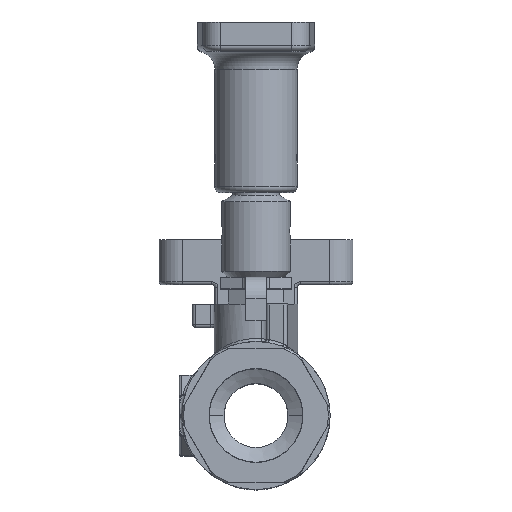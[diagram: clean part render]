
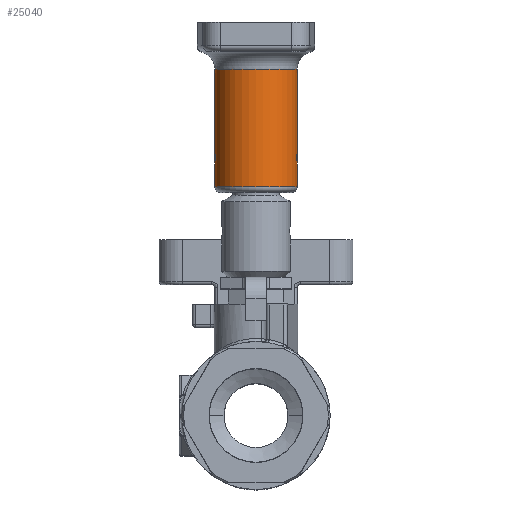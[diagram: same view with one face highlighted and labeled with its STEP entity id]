
A CAD part, top view. The second image highlights one B-rep face of the part: STEP entity #25040.
In plain terms, the highlighted cylindrical face has radius 11.113 mm (diameter 22.225 mm), a partial arc.
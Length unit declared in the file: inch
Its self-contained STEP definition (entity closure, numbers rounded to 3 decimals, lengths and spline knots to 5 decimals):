
#24169=CARTESIAN_POINT('',(0.,2.43605,1.12));
#24170=DIRECTION('',(0.,1.,0.));
#24171=DIRECTION('',(-1.,0.,0.));
#24172=AXIS2_PLACEMENT_3D('',#24169,#24170,#24171);
#24174=CARTESIAN_POINT('',(-0.4375,2.67205,1.12));
#24175=CARTESIAN_POINT('',(-0.4375,2.67205,1.12519));
#24176=CARTESIAN_POINT('',(-0.43732,2.67317,
1.13533));
#24177=CARTESIAN_POINT('',(-0.43652,2.67846,
1.15043));
#24178=CARTESIAN_POINT('',(-0.4354,2.68666,
1.16339));
#24179=CARTESIAN_POINT('',(-0.43412,2.69785,
1.17455));
#24180=CARTESIAN_POINT('',(-0.433,2.71093,
1.18272));
#24181=CARTESIAN_POINT('',(-0.43221,2.72575,
1.18787));
#24182=CARTESIAN_POINT('',(-0.43202,2.73586,1.189));
#24183=CARTESIAN_POINT('',(-0.43202,2.74105,1.189));
#24185=CARTESIAN_POINT('',(-0.4375,2.81005,1.12));
#24186=CARTESIAN_POINT('',(-0.4375,2.81005,1.12609));
#24187=CARTESIAN_POINT('',(-0.43725,2.80851,
1.13786));
#24188=CARTESIAN_POINT('',(-0.4362,2.80145,
1.15501));
#24189=CARTESIAN_POINT('',(-0.43477,2.79037,
1.16937));
#24190=CARTESIAN_POINT('',(-0.43332,2.77583,1.18054));
#24191=CARTESIAN_POINT('',(-0.43227,2.75886,
1.18746));
#24192=CARTESIAN_POINT('',(-0.43202,2.74712,1.189));
#24193=CARTESIAN_POINT('',(-0.43202,2.74105,1.189));
#24195=CARTESIAN_POINT('',(0.,3.68655,1.12));
#24196=DIRECTION('',(0.,-1.,0.));
#24197=DIRECTION('',(1.,0.,0.));
#24198=AXIS2_PLACEMENT_3D('',#24195,#24196,#24197);
#24200=CARTESIAN_POINT('',(0.43202,2.74105,1.189));
#24201=CARTESIAN_POINT('',(0.43202,2.74712,1.189));
#24202=CARTESIAN_POINT('',(0.43227,2.75886,
1.18746));
#24203=CARTESIAN_POINT('',(0.43332,2.77582,
1.18054));
#24204=CARTESIAN_POINT('',(0.43477,2.79037,
1.16937));
#24205=CARTESIAN_POINT('',(0.43619,2.80144,
1.15503));
#24206=CARTESIAN_POINT('',(0.43725,2.80851,
1.13787));
#24207=CARTESIAN_POINT('',(0.4375,2.81005,1.12609));
#24208=CARTESIAN_POINT('',(0.4375,2.81005,1.12));
#24210=CARTESIAN_POINT('',(0.43202,2.74105,1.189));
#24211=CARTESIAN_POINT('',(0.43202,2.73586,1.189));
#24212=CARTESIAN_POINT('',(0.43221,2.72576,
1.18787));
#24213=CARTESIAN_POINT('',(0.433,2.71094,
1.18273));
#24214=CARTESIAN_POINT('',(0.43412,2.69786,
1.17456));
#24215=CARTESIAN_POINT('',(0.4354,2.68667,
1.1634));
#24216=CARTESIAN_POINT('',(0.43652,2.67847,
1.15044));
#24217=CARTESIAN_POINT('',(0.43732,2.67317,
1.13534));
#24218=CARTESIAN_POINT('',(0.4375,2.67205,1.1252));
#24219=CARTESIAN_POINT('',(0.4375,2.67205,1.12));
#24226=DIRECTION('',(0.,1.,0.));
#24227=VECTOR('',#24226,0.236);
#24228=CARTESIAN_POINT('',(0.4375,2.43605,1.12));
#24229=LINE('',#24228,#24227);
#24251=DIRECTION('',(0.,1.,0.));
#24252=VECTOR('',#24251,0.8765);
#24253=CARTESIAN_POINT('',(0.4375,2.81005,1.12));
#24254=LINE('',#24253,#24252);
#24260=DIRECTION('',(0.,1.,0.));
#24261=VECTOR('',#24260,0.8765);
#24262=CARTESIAN_POINT('',(-0.4375,2.81005,1.12));
#24263=LINE('',#24262,#24261);
#24285=DIRECTION('',(0.,1.,0.));
#24286=VECTOR('',#24285,0.236);
#24287=CARTESIAN_POINT('',(-0.4375,2.43605,1.12));
#24288=LINE('',#24287,#24286);
#24665=VERTEX_POINT('',#24185);
#24666=VERTEX_POINT('',#24193);
#24667=VERTEX_POINT('',#24200);
#24668=VERTEX_POINT('',#24208);
#24669=VERTEX_POINT('',#24219);
#24670=VERTEX_POINT('',#24174);
#24695=CARTESIAN_POINT('',(-0.4375,3.68655,1.12));
#24696=CARTESIAN_POINT('',(0.4375,3.68655,1.12));
#24697=VERTEX_POINT('',#24695);
#24698=VERTEX_POINT('',#24696);
#24731=CARTESIAN_POINT('',(0.4375,2.43605,1.12));
#24732=CARTESIAN_POINT('',(-0.4375,2.43605,1.12));
#24733=VERTEX_POINT('',#24731);
#24734=VERTEX_POINT('',#24732);
#25013=CARTESIAN_POINT('',(0.,3.94852,1.12));
#25014=DIRECTION('',(0.,-1.,0.));
#25015=DIRECTION('',(-1.,0.,0.));
#25016=AXIS2_PLACEMENT_3D('',#25013,#25014,#25015);
#25017=CYLINDRICAL_SURFACE('',#25016,0.4375);
#25019=ORIENTED_EDGE('',*,*,#25018,.F.);
#25021=ORIENTED_EDGE('',*,*,#25020,.T.);
#25023=ORIENTED_EDGE('',*,*,#25022,.T.);
#25025=ORIENTED_EDGE('',*,*,#25024,.F.);
#25027=ORIENTED_EDGE('',*,*,#25026,.T.);
#25029=ORIENTED_EDGE('',*,*,#25028,.F.);
#25031=ORIENTED_EDGE('',*,*,#25030,.F.);
#25033=ORIENTED_EDGE('',*,*,#25032,.F.);
#25035=ORIENTED_EDGE('',*,*,#25034,.T.);
#25037=ORIENTED_EDGE('',*,*,#25036,.F.);
#25038=EDGE_LOOP('',(#25019,#25021,#25023,#25025,#25027,#25029,#25031,#25033,
#25035,#25037));
#25039=FACE_OUTER_BOUND('',#25038,.F.);
#24173=CIRCLE('',#24172,0.4375);
#24184=B_SPLINE_CURVE_WITH_KNOTS('',3,(#24174,#24175,#24176,#24177,#24178,
#24179,#24180,#24181,#24182,#24183),.UNSPECIFIED.,.F.,.F.,(4,1,1,1,1,1,1,4),(
0.,0.14286,0.28571,0.42857,0.57143,
0.71429,0.85714,1.),.UNSPECIFIED.);
#24194=B_SPLINE_CURVE_WITH_KNOTS('',3,(#24185,#24186,#24187,#24188,#24189,
#24190,#24191,#24192,#24193),.UNSPECIFIED.,.F.,.F.,(4,1,1,1,1,1,4),(0.,
0.16667,0.33333,0.5,0.66667,0.83333,
1.),.UNSPECIFIED.);
#24199=CIRCLE('',#24198,0.4375);
#24209=B_SPLINE_CURVE_WITH_KNOTS('',3,(#24200,#24201,#24202,#24203,#24204,
#24205,#24206,#24207,#24208),.UNSPECIFIED.,.F.,.F.,(4,1,1,1,1,1,4),(0.,
0.16667,0.33333,0.5,0.66667,0.83333,
1.),.UNSPECIFIED.);
#24220=B_SPLINE_CURVE_WITH_KNOTS('',3,(#24210,#24211,#24212,#24213,#24214,
#24215,#24216,#24217,#24218,#24219),.UNSPECIFIED.,.F.,.F.,(4,1,1,1,1,1,1,4),(
0.,0.14286,0.28571,0.42857,0.57143,
0.71429,0.85714,1.),.UNSPECIFIED.);
#25018=EDGE_CURVE('',#24734,#24733,#24173,.T.);
#25020=EDGE_CURVE('',#24734,#24670,#24288,.T.);
#25022=EDGE_CURVE('',#24670,#24666,#24184,.T.);
#25024=EDGE_CURVE('',#24665,#24666,#24194,.T.);
#25026=EDGE_CURVE('',#24665,#24697,#24263,.T.);
#25028=EDGE_CURVE('',#24698,#24697,#24199,.T.);
#25030=EDGE_CURVE('',#24668,#24698,#24254,.T.);
#25032=EDGE_CURVE('',#24667,#24668,#24209,.T.);
#25034=EDGE_CURVE('',#24667,#24669,#24220,.T.);
#25036=EDGE_CURVE('',#24733,#24669,#24229,.T.);
#25040=ADVANCED_FACE('',(#25039),#25017,.T.);
